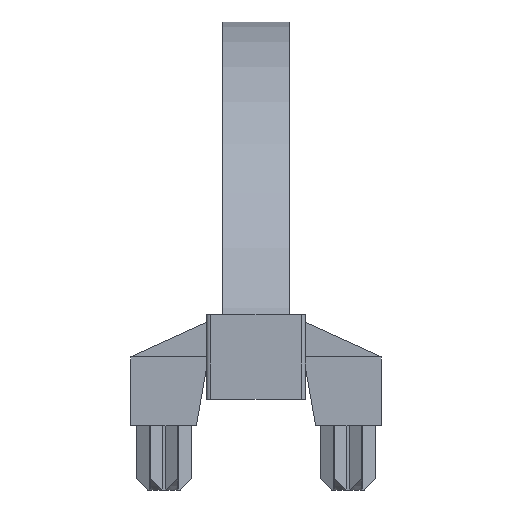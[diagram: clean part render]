
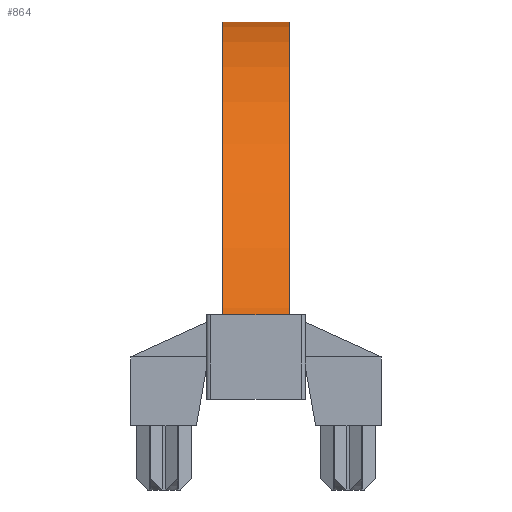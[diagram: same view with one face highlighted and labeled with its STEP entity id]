
A CAD part, front view. The second image highlights one B-rep face of the part: STEP entity #864.
In plain terms, the highlighted cylindrical face has radius 17.714 mm (diameter 35.427 mm), a partial arc.
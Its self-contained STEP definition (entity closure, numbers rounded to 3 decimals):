
#864=ADVANCED_FACE('PartBody ( *SOL1 - wsp *MASTER -  )',(#1542),#1543,.T.);
#1542=FACE_OUTER_BOUND('',#2594,.T.);
#1543=CYLINDRICAL_SURFACE('',#2595,17.714);
#2594=EDGE_LOOP('',(#3626,#3627,#3628,#3629));
#2595=AXIS2_PLACEMENT_3D('',#3630,#3631,#3632);
#3626=ORIENTED_EDGE('',*,*,#5216,.F.);
#3627=ORIENTED_EDGE('',*,*,#5234,.T.);
#3628=ORIENTED_EDGE('',*,*,#5152,.T.);
#3629=ORIENTED_EDGE('',*,*,#5275,.F.);
#3630=CARTESIAN_POINT('',(1.85,17.8,0.296));
#3631=DIRECTION('',(1.0,0.,0.));
#3632=DIRECTION('',(0.,-0.994,0.113));
#5152=EDGE_CURVE('',#6175,#6173,#6176,.T.);
#5216=EDGE_CURVE('',#6293,#6295,#6296,.T.);
#5234=EDGE_CURVE('',#6293,#6175,#6319,.T.);
#5275=EDGE_CURVE('',#6295,#6173,#6379,.F.);
#6173=VERTEX_POINT('',#6861);
#6175=VERTEX_POINT('',#6864);
#6176=CIRCLE('',#6865,17.714);
#6293=VERTEX_POINT('',#7089);
#6295=VERTEX_POINT('',#7092);
#6296=CIRCLE('',#7093,17.714);
#6319=LINE('',#7146,#7147);
#6379=LINE('',#7247,#7248);
#6861=CARTESIAN_POINT('',(3.35,17.8,18.01));
#6864=CARTESIAN_POINT('',(3.35,0.2,2.3));
#6865=AXIS2_PLACEMENT_3D('',#7627,#7628,#7629);
#7089=CARTESIAN_POINT('',(0.35,0.2,2.3));
#7092=CARTESIAN_POINT('',(0.35,17.8,18.01));
#7093=AXIS2_PLACEMENT_3D('',#7703,#7704,#7705);
#7146=CARTESIAN_POINT('',(1.85,0.2,2.3));
#7147=VECTOR('',#7724,1.0);
#7247=CARTESIAN_POINT('',(3.1,17.8,18.01));
#7248=VECTOR('',#7765,1.0);
#7627=CARTESIAN_POINT('',(3.35,17.8,0.296));
#7628=DIRECTION('',(-1.0,0.,0.));
#7629=DIRECTION('',(0.,-1.0,0.));
#7703=CARTESIAN_POINT('',(0.35,17.8,0.296));
#7704=DIRECTION('',(-1.0,0.,0.));
#7705=DIRECTION('',(0.,-1.0,0.));
#7724=DIRECTION('',(1.0,0.0,0.0));
#7765=DIRECTION('',(-1.0,0.0,0.0));
